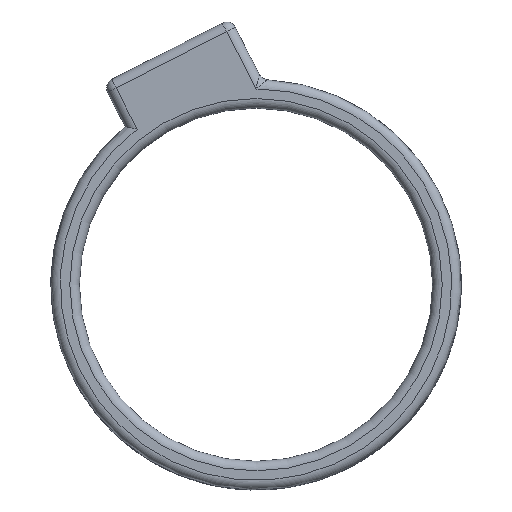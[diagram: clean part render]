
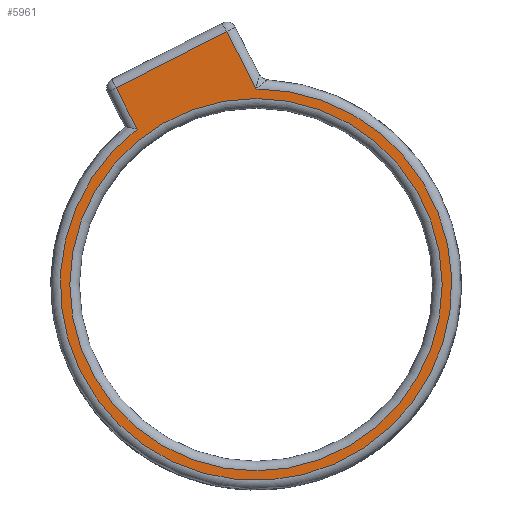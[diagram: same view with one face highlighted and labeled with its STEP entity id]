
A CAD part, top view. The second image highlights one B-rep face of the part: STEP entity #5961.
In plain terms, the highlighted planar face has unit normal (0, 0, 1).
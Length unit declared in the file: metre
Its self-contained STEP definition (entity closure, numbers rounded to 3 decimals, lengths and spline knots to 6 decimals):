
#161=PLANE('',#6434);
#437=LINE('',#9062,#847);
#438=LINE('',#9065,#848);
#439=LINE('',#9067,#849);
#847=VECTOR('',#7042,1.);
#848=VECTOR('',#7043,1.);
#849=VECTOR('',#7044,1.);
#1255=CIRCLE('',#6435,0.0195);
#1256=CIRCLE('',#6436,0.0205);
#1632=ORIENTED_EDGE('',*,*,#3510,.T.);
#1633=ORIENTED_EDGE('',*,*,#3511,.T.);
#1634=ORIENTED_EDGE('',*,*,#3512,.T.);
#1635=ORIENTED_EDGE('',*,*,#3513,.T.);
#1636=ORIENTED_EDGE('',*,*,#3514,.T.);
#3510=EDGE_CURVE('',#4449,#4449,#1255,.F.);
#3511=EDGE_CURVE('',#4450,#4451,#437,.T.);
#3512=EDGE_CURVE('',#4451,#4452,#438,.T.);
#3513=EDGE_CURVE('',#4452,#4453,#439,.F.);
#3514=EDGE_CURVE('',#4453,#4450,#1256,.T.);
#4449=VERTEX_POINT('',#9061);
#4450=VERTEX_POINT('',#9063);
#4451=VERTEX_POINT('',#9064);
#4452=VERTEX_POINT('',#9066);
#4453=VERTEX_POINT('',#9068);
#5140=EDGE_LOOP('',(#1632));
#5141=EDGE_LOOP('',(#1633,#1634,#1635,#1636));
#5529=FACE_BOUND('',#5140,.T.);
#5530=FACE_BOUND('',#5141,.T.);
#5961=ADVANCED_FACE('',(#5529,#5530),#161,.T.);
#6434=AXIS2_PLACEMENT_3D('',#9059,#7038,#7039);
#6435=AXIS2_PLACEMENT_3D('',#9060,#7040,#7041);
#6436=AXIS2_PLACEMENT_3D('',#9069,#7045,#7046);
#7038=DIRECTION('',(0.,0.,1.));
#7039=DIRECTION('',(1.,0.,0.));
#7040=DIRECTION('',(0.,0.,1.));
#7041=DIRECTION('',(1.,0.,0.));
#7042=DIRECTION('',(-0.454,0.891,0.));
#7043=DIRECTION('',(-0.891,-0.454,0.));
#7044=DIRECTION('',(-0.454,0.891,0.));
#7045=DIRECTION('',(0.,0.,1.));
#7046=DIRECTION('',(1.,0.,0.));
#9059=CARTESIAN_POINT('',(0.,0.,0.0035));
#9060=CARTESIAN_POINT('',(0.,0.,0.0035));
#9061=CARTESIAN_POINT('',(0.0195,0.,0.0035));
#9062=CARTESIAN_POINT('',(-0.003518,0.027405,0.0035));
#9063=CARTESIAN_POINT('',(0.,0.0205,0.0035));
#9064=CARTESIAN_POINT('',(-0.003064,0.026514,0.0035));
#9065=CARTESIAN_POINT('',(-0.015539,0.020158,0.0035));
#9066=CARTESIAN_POINT('',(-0.014648,0.020612,0.0035));
#9067=CARTESIAN_POINT('',(-0.012816,0.017018,0.0035));
#9068=CARTESIAN_POINT('',(-0.012445,0.01629,0.0035));
#9069=CARTESIAN_POINT('',(0.,0.,0.0035));
